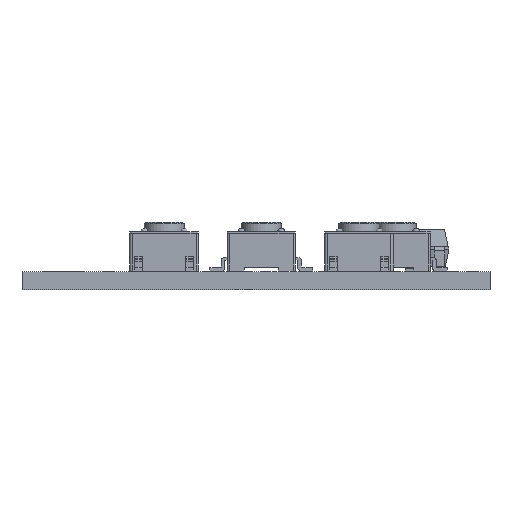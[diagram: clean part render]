
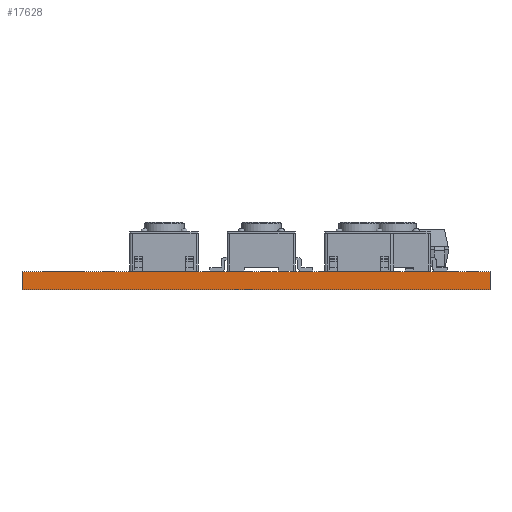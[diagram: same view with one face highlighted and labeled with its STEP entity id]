
A CAD part, front view. The second image highlights one B-rep face of the part: STEP entity #17628.
In plain terms, the highlighted planar face has unit normal (0, -1, 0).
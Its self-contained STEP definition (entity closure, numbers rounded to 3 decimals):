
#17628 = ADVANCED_FACE('',(#17629),#17643,.T.);
#17629 = FACE_BOUND('',#17630,.T.);
#17630 = EDGE_LOOP('',(#17631,#17666,#17694,#17722));
#17631 = ORIENTED_EDGE('',*,*,#17632,.T.);
#17632 = EDGE_CURVE('',#17633,#17635,#17637,.T.);
#17633 = VERTEX_POINT('',#17634);
#17634 = CARTESIAN_POINT('',(141.5,-176.,0.));
#17635 = VERTEX_POINT('',#17636);
#17636 = CARTESIAN_POINT('',(141.5,-176.,1.6));
#17637 = SURFACE_CURVE('',#17638,(#17642,#17654),.PCURVE_S1.);
#17638 = LINE('',#17639,#17640);
#17639 = CARTESIAN_POINT('',(141.5,-176.,0.));
#17640 = VECTOR('',#17641,1.);
#17641 = DIRECTION('',(0.,0.,1.));
#17642 = PCURVE('',#17643,#17648);
#17643 = PLANE('',#17644);
#17644 = AXIS2_PLACEMENT_3D('',#17645,#17646,#17647);
#17645 = CARTESIAN_POINT('',(141.5,-176.,0.));
#17646 = DIRECTION('',(0.,-1.,0.));
#17647 = DIRECTION('',(-1.,0.,0.));
#17648 = DEFINITIONAL_REPRESENTATION('',(#17649),#17653);
#17649 = LINE('',#17650,#17651);
#17650 = CARTESIAN_POINT('',(0.,-0.));
#17651 = VECTOR('',#17652,1.);
#17652 = DIRECTION('',(0.,-1.));
#17653 = ( GEOMETRIC_REPRESENTATION_CONTEXT(2) 
PARAMETRIC_REPRESENTATION_CONTEXT() REPRESENTATION_CONTEXT('2D SPACE',''
  ) );
#17654 = PCURVE('',#17655,#17660);
#17655 = PLANE('',#17656);
#17656 = AXIS2_PLACEMENT_3D('',#17657,#17658,#17659);
#17657 = CARTESIAN_POINT('',(141.5,-96.5,0.));
#17658 = DIRECTION('',(1.,0.,-0.));
#17659 = DIRECTION('',(0.,-1.,0.));
#17660 = DEFINITIONAL_REPRESENTATION('',(#17661),#17665);
#17661 = LINE('',#17662,#17663);
#17662 = CARTESIAN_POINT('',(79.5,0.));
#17663 = VECTOR('',#17664,1.);
#17664 = DIRECTION('',(0.,-1.));
#17665 = ( GEOMETRIC_REPRESENTATION_CONTEXT(2) 
PARAMETRIC_REPRESENTATION_CONTEXT() REPRESENTATION_CONTEXT('2D SPACE',''
  ) );
#17666 = ORIENTED_EDGE('',*,*,#17667,.T.);
#17667 = EDGE_CURVE('',#17635,#17668,#17670,.T.);
#17668 = VERTEX_POINT('',#17669);
#17669 = CARTESIAN_POINT('',(100.5,-176.,1.6));
#17670 = SURFACE_CURVE('',#17671,(#17675,#17682),.PCURVE_S1.);
#17671 = LINE('',#17672,#17673);
#17672 = CARTESIAN_POINT('',(141.5,-176.,1.6));
#17673 = VECTOR('',#17674,1.);
#17674 = DIRECTION('',(-1.,0.,0.));
#17675 = PCURVE('',#17643,#17676);
#17676 = DEFINITIONAL_REPRESENTATION('',(#17677),#17681);
#17677 = LINE('',#17678,#17679);
#17678 = CARTESIAN_POINT('',(0.,-1.6));
#17679 = VECTOR('',#17680,1.);
#17680 = DIRECTION('',(1.,0.));
#17681 = ( GEOMETRIC_REPRESENTATION_CONTEXT(2) 
PARAMETRIC_REPRESENTATION_CONTEXT() REPRESENTATION_CONTEXT('2D SPACE',''
  ) );
#17682 = PCURVE('',#17683,#17688);
#17683 = PLANE('',#17684);
#17684 = AXIS2_PLACEMENT_3D('',#17685,#17686,#17687);
#17685 = CARTESIAN_POINT('',(121.,-136.25,1.6));
#17686 = DIRECTION('',(-0.,-0.,-1.));
#17687 = DIRECTION('',(-1.,0.,0.));
#17688 = DEFINITIONAL_REPRESENTATION('',(#17689),#17693);
#17689 = LINE('',#17690,#17691);
#17690 = CARTESIAN_POINT('',(-20.5,-39.75));
#17691 = VECTOR('',#17692,1.);
#17692 = DIRECTION('',(1.,0.));
#17693 = ( GEOMETRIC_REPRESENTATION_CONTEXT(2) 
PARAMETRIC_REPRESENTATION_CONTEXT() REPRESENTATION_CONTEXT('2D SPACE',''
  ) );
#17694 = ORIENTED_EDGE('',*,*,#17695,.F.);
#17695 = EDGE_CURVE('',#17696,#17668,#17698,.T.);
#17696 = VERTEX_POINT('',#17697);
#17697 = CARTESIAN_POINT('',(100.5,-176.,0.));
#17698 = SURFACE_CURVE('',#17699,(#17703,#17710),.PCURVE_S1.);
#17699 = LINE('',#17700,#17701);
#17700 = CARTESIAN_POINT('',(100.5,-176.,0.));
#17701 = VECTOR('',#17702,1.);
#17702 = DIRECTION('',(0.,0.,1.));
#17703 = PCURVE('',#17643,#17704);
#17704 = DEFINITIONAL_REPRESENTATION('',(#17705),#17709);
#17705 = LINE('',#17706,#17707);
#17706 = CARTESIAN_POINT('',(41.,0.));
#17707 = VECTOR('',#17708,1.);
#17708 = DIRECTION('',(0.,-1.));
#17709 = ( GEOMETRIC_REPRESENTATION_CONTEXT(2) 
PARAMETRIC_REPRESENTATION_CONTEXT() REPRESENTATION_CONTEXT('2D SPACE',''
  ) );
#17710 = PCURVE('',#17711,#17716);
#17711 = PLANE('',#17712);
#17712 = AXIS2_PLACEMENT_3D('',#17713,#17714,#17715);
#17713 = CARTESIAN_POINT('',(100.5,-176.,0.));
#17714 = DIRECTION('',(-1.,0.,0.));
#17715 = DIRECTION('',(0.,1.,0.));
#17716 = DEFINITIONAL_REPRESENTATION('',(#17717),#17721);
#17717 = LINE('',#17718,#17719);
#17718 = CARTESIAN_POINT('',(0.,0.));
#17719 = VECTOR('',#17720,1.);
#17720 = DIRECTION('',(0.,-1.));
#17721 = ( GEOMETRIC_REPRESENTATION_CONTEXT(2) 
PARAMETRIC_REPRESENTATION_CONTEXT() REPRESENTATION_CONTEXT('2D SPACE',''
  ) );
#17722 = ORIENTED_EDGE('',*,*,#17723,.F.);
#17723 = EDGE_CURVE('',#17633,#17696,#17724,.T.);
#17724 = SURFACE_CURVE('',#17725,(#17729,#17736),.PCURVE_S1.);
#17725 = LINE('',#17726,#17727);
#17726 = CARTESIAN_POINT('',(141.5,-176.,0.));
#17727 = VECTOR('',#17728,1.);
#17728 = DIRECTION('',(-1.,0.,0.));
#17729 = PCURVE('',#17643,#17730);
#17730 = DEFINITIONAL_REPRESENTATION('',(#17731),#17735);
#17731 = LINE('',#17732,#17733);
#17732 = CARTESIAN_POINT('',(0.,-0.));
#17733 = VECTOR('',#17734,1.);
#17734 = DIRECTION('',(1.,0.));
#17735 = ( GEOMETRIC_REPRESENTATION_CONTEXT(2) 
PARAMETRIC_REPRESENTATION_CONTEXT() REPRESENTATION_CONTEXT('2D SPACE',''
  ) );
#17736 = PCURVE('',#17737,#17742);
#17737 = PLANE('',#17738);
#17738 = AXIS2_PLACEMENT_3D('',#17739,#17740,#17741);
#17739 = CARTESIAN_POINT('',(121.,-136.25,0.));
#17740 = DIRECTION('',(-0.,-0.,-1.));
#17741 = DIRECTION('',(-1.,0.,0.));
#17742 = DEFINITIONAL_REPRESENTATION('',(#17743),#17747);
#17743 = LINE('',#17744,#17745);
#17744 = CARTESIAN_POINT('',(-20.5,-39.75));
#17745 = VECTOR('',#17746,1.);
#17746 = DIRECTION('',(1.,0.));
#17747 = ( GEOMETRIC_REPRESENTATION_CONTEXT(2) 
PARAMETRIC_REPRESENTATION_CONTEXT() REPRESENTATION_CONTEXT('2D SPACE',''
  ) );
